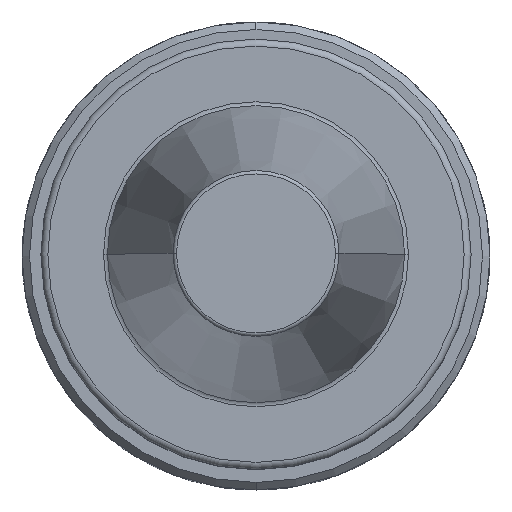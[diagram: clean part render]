
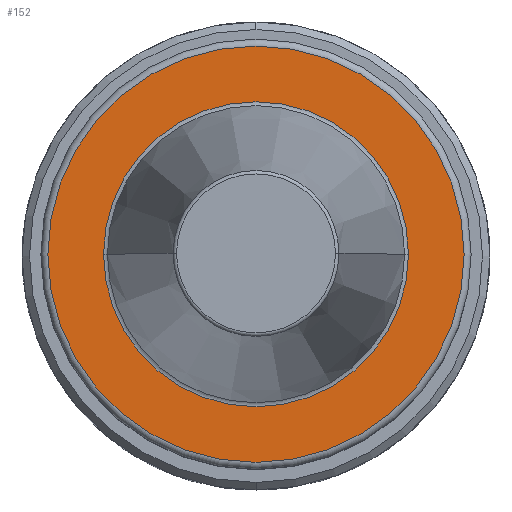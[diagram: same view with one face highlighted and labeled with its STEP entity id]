
A CAD part, top view. The second image highlights one B-rep face of the part: STEP entity #152.
In plain terms, the highlighted planar face has unit normal (0, 0, 1).
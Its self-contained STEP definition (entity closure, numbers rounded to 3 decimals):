
#77=PLANE('',#1117);
#104=FACE_BOUND('',#289,.T.);
#105=FACE_BOUND('',#290,.T.);
#152=ADVANCED_FACE('',(#104,#105),#77,.F.);
#289=EDGE_LOOP('',(#473,#474));
#290=EDGE_LOOP('',(#475));
#354=CIRCLE('',#1086,16.291);
#356=CIRCLE('',#1089,22.24);
#372=CIRCLE('',#1116,16.291);
#473=ORIENTED_EDGE('',*,*,#829,.F.);
#474=ORIENTED_EDGE('',*,*,#805,.F.);
#475=ORIENTED_EDGE('',*,*,#807,.T.);
#704=VERTEX_POINT('',#1536);
#705=VERTEX_POINT('',#1538);
#706=VERTEX_POINT('',#1542);
#805=EDGE_CURVE('',#704,#705,#354,.T.);
#807=EDGE_CURVE('',#706,#706,#356,.T.);
#829=EDGE_CURVE('',#705,#704,#372,.T.);
#1086=AXIS2_PLACEMENT_3D('',#1537,#1251,#1252);
#1089=AXIS2_PLACEMENT_3D('',#1541,#1257,#1258);
#1116=AXIS2_PLACEMENT_3D('',#1586,#1317,#1318);
#1117=AXIS2_PLACEMENT_3D('',#1587,#1319,#1320);
#1251=DIRECTION('',(0.,0.,1.));
#1252=DIRECTION('',(1.,0.,0.));
#1257=DIRECTION('',(0.,0.,1.));
#1258=DIRECTION('',(-1.,0.,0.));
#1317=DIRECTION('',(0.,0.,1.));
#1318=DIRECTION('',(1.,0.,0.));
#1319=DIRECTION('',(0.,0.,-1.));
#1320=DIRECTION('',(1.,0.,0.));
#1536=CARTESIAN_POINT('',(-16.291,0.,-2.));
#1537=CARTESIAN_POINT('',(0.,0.,-2.));
#1538=CARTESIAN_POINT('',(16.291,0.,-2.));
#1541=CARTESIAN_POINT('',(0.,0.,-2.));
#1542=CARTESIAN_POINT('',(-22.24,0.,-2.));
#1586=CARTESIAN_POINT('',(0.,0.,-2.));
#1587=CARTESIAN_POINT('',(0.,16.291,-2.));
